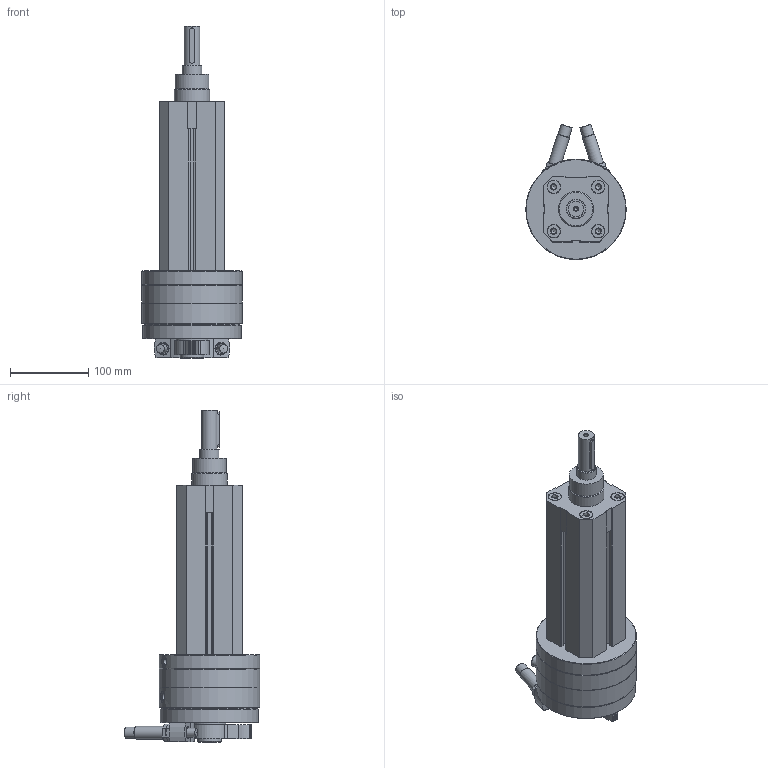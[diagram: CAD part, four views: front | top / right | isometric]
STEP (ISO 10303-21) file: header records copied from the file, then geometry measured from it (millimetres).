
FILE_DESCRIPTION(/* description */ ('STEP AP214'),/* implementation_level */ '2;1');
FILE_NAME(/* name */ '556745_DSL-40-80-270-CC-A-S2-KF-B',/* time_stamp */ '2024-08-21T17:45:00+02:00',/* author */ ('License CC BY-ND 4.0'),/* organization */ ('CADENAS'),/* preprocessor_version */ 'ST-DEVELOPER v19.3',/* originating_system */ 'PARTsolutions',/* authorisation */ ' ');
FILE_SCHEMA (('AUTOMOTIVE_DESIGN {1 0 10303 214 3 1 1}'));
Length unit declared in the file: millimetre
Products named in the file (11): 556745 DSL-40-80-270-CC-A-S2-KF-B---(0_0); 556745 DSL-40-80-270-CC-A-S2-KF-B-80_bz; 704067 DSM-40-BR---(HZ); 548014 DYSC-12-12-Y1F---(SD_0); 342623 DSM-40_NS; DIN-912 - M8x30(F); 348988 SPZ-25-P-A M16X1-5-19; 704066 DSM-40-BL---(HZ); 556745 DSL-80-0_k_kf; 306999 DSL; Shim ring DIN 988 30x42x2.5
Assembly tree (16 placements, depth 2):
  556745 DSL-40-80-270-CC-A-S2-KF-B---(0_0)
    556745 DSL-40-80-270-CC-A-S2-KF-B-80_bz
    704067 DSM-40-BR---(HZ)
    548014 DYSC-12-12-Y1F---(SD_0)  x2
    342623 DSM-40_NS  x2
    DIN-912 - M8x30(F)  x2
    348988 SPZ-25-P-A M16X1-5-19  x4
    704066 DSM-40-BL---(HZ)
    556745 DSL-80-0_k_kf
    306999 DSL
    Shim ring DIN 988 30x42x2.5
Bounding box: 128 x 172.55 x 423.2 mm (x, y, z)
Volume: 2445404.7 mm3; surface area: 286463.2 mm2
Topology: 16 solids, 16 shells, 529 faces, 1259 edges, 795 vertices
Faces by surface type: plane 281, cylinder 160, cone 86, sphere 2
Full cylindrical faces by diameter (mm): 1.567 x2, 2.5 x2, 4.917 x1, 6 x2, 6.647 x6, 8 x6, 8.566 x4, 9 x2, 11 x4, 13 x2, 14.5 x2, 14.917 x6, 15 x6, 16 x4, 17 x4, 20 x1, 25 x2, 30 x3, 42 x1, 43 x1, 45 x1, 53 x1, 61 x1, 78.5 x1, 90 x1, 122 x1, 125 x1, 127.65 x1, 128 x2
Entity records: 12212 total; most frequent: CARTESIAN_POINT 2183, DIRECTION 2113, ORIENTED_EDGE 1798, EDGE_CURVE 899, AXIS2_PLACEMENT_3D 798, VERTEX_POINT 640, FACE_BOUND 601, EDGE_LOOP 593
